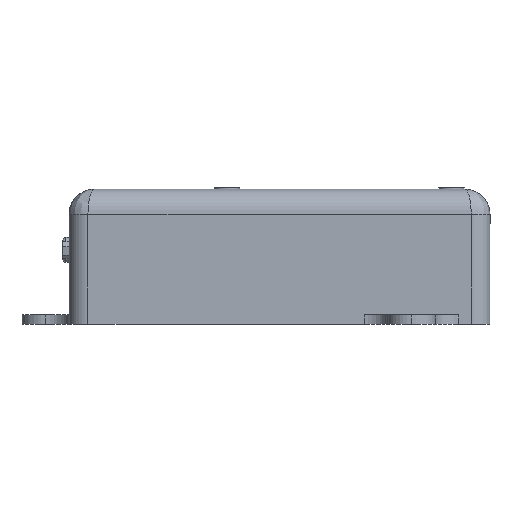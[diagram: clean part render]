
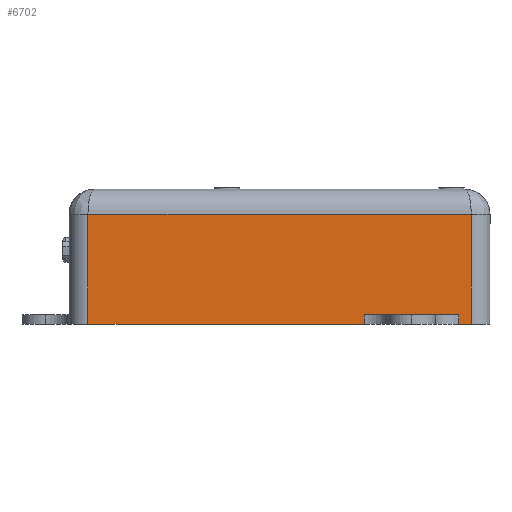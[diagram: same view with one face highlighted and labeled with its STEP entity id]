
A CAD part, front view. The second image highlights one B-rep face of the part: STEP entity #6702.
In plain terms, the highlighted planar face has unit normal (0, -1, 0).
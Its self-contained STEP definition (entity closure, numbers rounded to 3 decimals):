
#634 = VERTEX_POINT ( 'NONE', #1215 ) ;
#658 = DIRECTION ( 'NONE',  ( -1., 0., 0. ) ) ;
#817 = CARTESIAN_POINT ( 'NONE',  ( -49., -51.654, 131.066 ) ) ;
#971 = EDGE_CURVE ( 'NONE', #16456, #7854, #11775, .T. ) ;
#1215 = CARTESIAN_POINT ( 'NONE',  ( -53., -51.654, 96.066 ) ) ;
#1279 = PLANE ( 'NONE',  #16788 ) ;
#1364 = ORIENTED_EDGE ( 'NONE', *, *, #2942, .F. ) ;
#1539 = ORIENTED_EDGE ( 'NONE', *, *, #4663, .T. ) ;
#1721 = LINE ( 'NONE', #12232, #4693 ) ;
#1956 = DIRECTION ( 'NONE',  ( -1., 0., 0. ) ) ;
#2419 = CARTESIAN_POINT ( 'NONE',  ( -83., -51.654, 99.066 ) ) ;
#2723 = VECTOR ( 'NONE', #14038, 1000. ) ;
#2942 = EDGE_CURVE ( 'NONE', #634, #8027, #4860, .T. ) ;
#3159 = EDGE_CURVE ( 'NONE', #5002, #8922, #14625, .T. ) ;
#3603 = CARTESIAN_POINT ( 'NONE',  ( -49., -51.654, 139.066 ) ) ;
#3794 = DIRECTION ( 'NONE',  ( 0., 0., -1. ) ) ;
#3959 = EDGE_CURVE ( 'NONE', #8922, #16456, #15272, .T. ) ;
#4420 = VECTOR ( 'NONE', #4756, 1000. ) ;
#4452 = DIRECTION ( 'NONE',  ( 0., 0., -1. ) ) ;
#4663 = EDGE_CURVE ( 'NONE', #634, #5268, #17366, .T. ) ;
#4693 = VECTOR ( 'NONE', #10836, 1000. ) ;
#4756 = DIRECTION ( 'NONE',  ( 0., 0., 1. ) ) ;
#4765 = CARTESIAN_POINT ( 'NONE',  ( -171., -51.654, 96.066 ) ) ;
#4860 = LINE ( 'NONE', #12344, #4420 ) ;
#5002 = VERTEX_POINT ( 'NONE', #817 ) ;
#5268 = VERTEX_POINT ( 'NONE', #6690 ) ;
#5607 = CARTESIAN_POINT ( 'NONE',  ( -53., -51.654, 99.066 ) ) ;
#6165 = CARTESIAN_POINT ( 'NONE',  ( -83., -51.654, 62.066 ) ) ;
#6173 = ORIENTED_EDGE ( 'NONE', *, *, #3959, .T. ) ;
#6690 = CARTESIAN_POINT ( 'NONE',  ( -49., -51.654, 96.066 ) ) ;
#6702 = ADVANCED_FACE ( 'NONE', ( #15116 ), #1279, .F. ) ;
#7164 = CARTESIAN_POINT ( 'NONE',  ( -171., -51.654, 131.066 ) ) ;
#7492 = VECTOR ( 'NONE', #19835, 1000. ) ;
#7724 = CARTESIAN_POINT ( 'NONE',  ( -83., -51.654, 96.066 ) ) ;
#7854 = VERTEX_POINT ( 'NONE', #7724 ) ;
#8027 = VERTEX_POINT ( 'NONE', #5607 ) ;
#8238 = ORIENTED_EDGE ( 'NONE', *, *, #17471, .T. ) ;
#8853 = CARTESIAN_POINT ( 'NONE',  ( -49., -51.654, 96.066 ) ) ;
#8922 = VERTEX_POINT ( 'NONE', #17948 ) ;
#9589 = VECTOR ( 'NONE', #658, 1000. ) ;
#9837 = ORIENTED_EDGE ( 'NONE', *, *, #3159, .T. ) ;
#10686 = ORIENTED_EDGE ( 'NONE', *, *, #13758, .F. ) ;
#10836 = DIRECTION ( 'NONE',  ( 1., 0., 0. ) ) ;
#10958 = ORIENTED_EDGE ( 'NONE', *, *, #16796, .T. ) ;
#11775 = LINE ( 'NONE', #8853, #7492 ) ;
#12232 = CARTESIAN_POINT ( 'NONE',  ( -171., -51.654, 99.066 ) ) ;
#12344 = CARTESIAN_POINT ( 'NONE',  ( -53., -51.654, 62.066 ) ) ;
#12938 = VECTOR ( 'NONE', #17484, 1000. ) ;
#13758 = EDGE_CURVE ( 'NONE', #5002, #5268, #17348, .T. ) ;
#14038 = DIRECTION ( 'NONE',  ( 0., 0., 1. ) ) ;
#14248 = CARTESIAN_POINT ( 'NONE',  ( -49., -51.654, 96.066 ) ) ;
#14306 = CARTESIAN_POINT ( 'NONE',  ( -171., -51.654, 139.066 ) ) ;
#14625 = LINE ( 'NONE', #7164, #9589 ) ;
#14869 = VERTEX_POINT ( 'NONE', #2419 ) ;
#15116 = FACE_OUTER_BOUND ( 'NONE', #18827, .T. ) ;
#15272 = LINE ( 'NONE', #18313, #17817 ) ;
#16456 = VERTEX_POINT ( 'NONE', #4765 ) ;
#16788 = AXIS2_PLACEMENT_3D ( 'NONE', #14306, #18840, #1956 ) ;
#16796 = EDGE_CURVE ( 'NONE', #7854, #14869, #18481, .T. ) ;
#17348 = LINE ( 'NONE', #3603, #18150 ) ;
#17366 = LINE ( 'NONE', #14248, #12938 ) ;
#17471 = EDGE_CURVE ( 'NONE', #14869, #8027, #1721, .T. ) ;
#17484 = DIRECTION ( 'NONE',  ( 1., 0., 0. ) ) ;
#17817 = VECTOR ( 'NONE', #4452, 1000. ) ;
#17948 = CARTESIAN_POINT ( 'NONE',  ( -171., -51.654, 131.066 ) ) ;
#18150 = VECTOR ( 'NONE', #3794, 1000. ) ;
#18313 = CARTESIAN_POINT ( 'NONE',  ( -171., -51.654, 139.066 ) ) ;
#18481 = LINE ( 'NONE', #6165, #2723 ) ;
#18827 = EDGE_LOOP ( 'NONE', ( #10686, #9837, #6173, #19772, #10958, #8238, #1364, #1539 ) ) ;
#18840 = DIRECTION ( 'NONE',  ( 0., 1., 0. ) ) ;
#19772 = ORIENTED_EDGE ( 'NONE', *, *, #971, .T. ) ;
#19835 = DIRECTION ( 'NONE',  ( 1., 0., 0. ) ) ;
